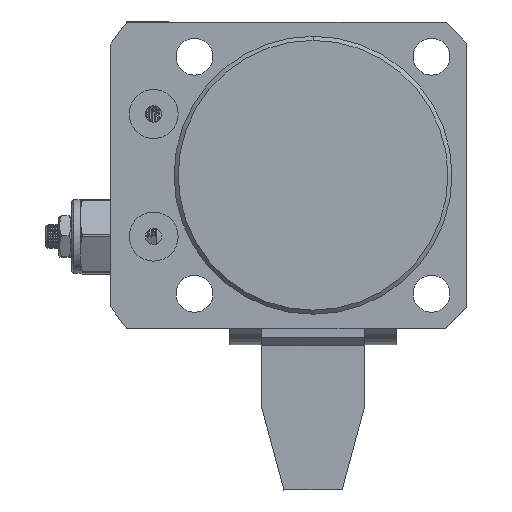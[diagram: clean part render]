
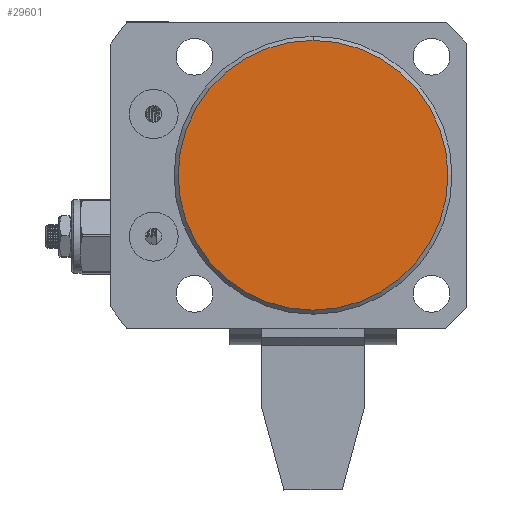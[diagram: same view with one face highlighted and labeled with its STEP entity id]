
A CAD part, front view. The second image highlights one B-rep face of the part: STEP entity #29601.
In plain terms, the highlighted planar face has unit normal (0, -1, 0).
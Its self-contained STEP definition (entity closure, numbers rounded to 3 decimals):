
#56 = PLANE ( 'NONE',  #60157 ) ;
#896 = CARTESIAN_POINT ( 'NONE',  ( 0., -70., 0. ) ) ;
#2721 = CARTESIAN_POINT ( 'NONE',  ( 0., -70., -33. ) ) ;
#4737 = EDGE_LOOP ( 'NONE', ( #27983, #66582 ) ) ;
#5382 = DIRECTION ( 'NONE',  ( 0., 0., -1. ) ) ;
#6244 = DIRECTION ( 'NONE',  ( 0., 0., -1. ) ) ;
#20981 = CIRCLE ( 'NONE', #66227, 33. ) ;
#21837 = VERTEX_POINT ( 'NONE', #65440 ) ;
#22336 = DIRECTION ( 'NONE',  ( 0., -1., 0. ) ) ;
#24359 = AXIS2_PLACEMENT_3D ( 'NONE', #54300, #22336, #59617 ) ;
#26430 = FACE_OUTER_BOUND ( 'NONE', #4737, .T. ) ;
#26948 = EDGE_CURVE ( 'NONE', #41322, #21837, #55091, .T. ) ;
#27983 = ORIENTED_EDGE ( 'NONE', *, *, #49138, .T. ) ;
#29601 = ADVANCED_FACE ( 'NONE', ( #26430 ), #56, .T. ) ;
#37236 = DIRECTION ( 'NONE',  ( 0., -1., 0. ) ) ;
#38102 = DIRECTION ( 'NONE',  ( 0., -1., 0. ) ) ;
#41322 = VERTEX_POINT ( 'NONE', #2721 ) ;
#42392 = CARTESIAN_POINT ( 'NONE',  ( 0., -70., 0. ) ) ;
#49138 = EDGE_CURVE ( 'NONE', #21837, #41322, #20981, .T. ) ;
#54300 = CARTESIAN_POINT ( 'NONE',  ( 0., -70., 0. ) ) ;
#55091 = CIRCLE ( 'NONE', #24359, 33. ) ;
#59617 = DIRECTION ( 'NONE',  ( 0., 0., -1. ) ) ;
#60157 = AXIS2_PLACEMENT_3D ( 'NONE', #42392, #37236, #5382 ) ;
#65440 = CARTESIAN_POINT ( 'NONE',  ( 0., -70., 33. ) ) ;
#66227 = AXIS2_PLACEMENT_3D ( 'NONE', #896, #38102, #6244 ) ;
#66582 = ORIENTED_EDGE ( 'NONE', *, *, #26948, .T. ) ;
